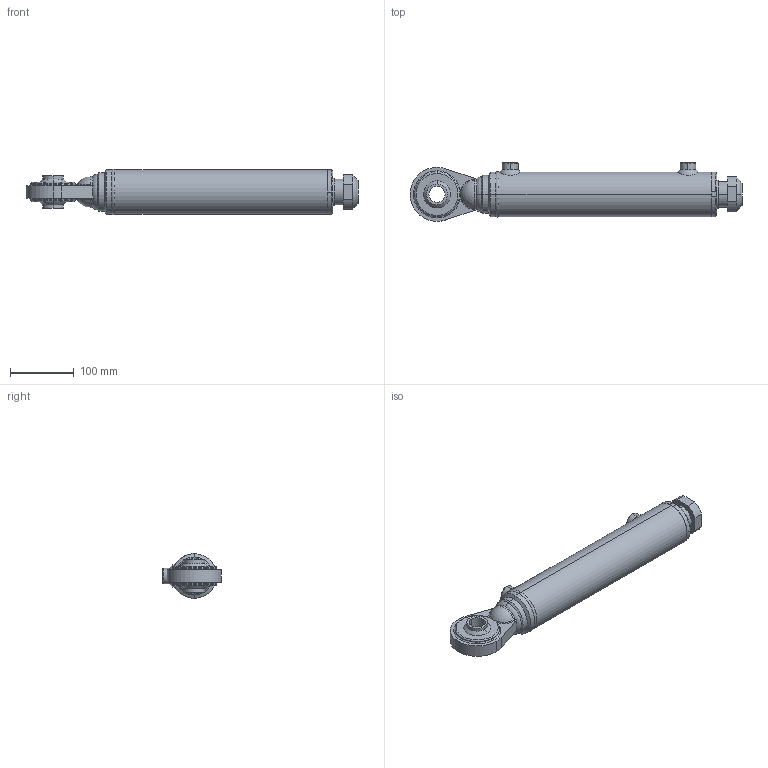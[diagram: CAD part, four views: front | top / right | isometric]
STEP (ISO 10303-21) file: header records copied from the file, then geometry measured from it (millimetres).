
FILE_DESCRIPTION (( 'STEP AP203' ), '1' );
FILE_NAME ('746.B1.STEP', '2014-09-03T07:06:27', ( '' ), ( '' ), 'SwSTEP 2.0', 'SolidWorks 2013', '' );
FILE_SCHEMA (( 'CONFIG_CONTROL_DESIGN' ));
Length unit declared in the file: millimetre
Products named in the file (1): 746.B1
Bounding box: 522.5 x 92.46 x 71.45 mm (x, y, z)
Surface area: 177743.8 mm2 (no closed solid volume)
Topology: 0 solids, 15 shells, 134 faces, 391 edges, 269 vertices
Faces by surface type: cylinder 51, plane 28, cone 25, torus 24, sphere 6
Entity records: 5028 total; most frequent: CARTESIAN_POINT 1377, DIRECTION 831, ORIENTED_EDGE 650, EDGE_CURVE 388, AXIS2_PLACEMENT_3D 358, VERTEX_POINT 268, CIRCLE 223, EDGE_LOOP 151
